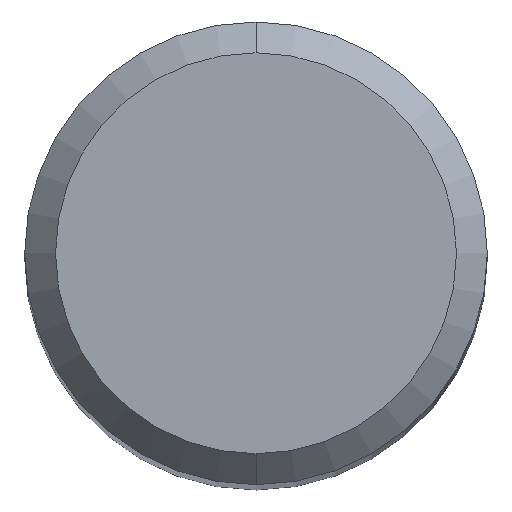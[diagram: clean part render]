
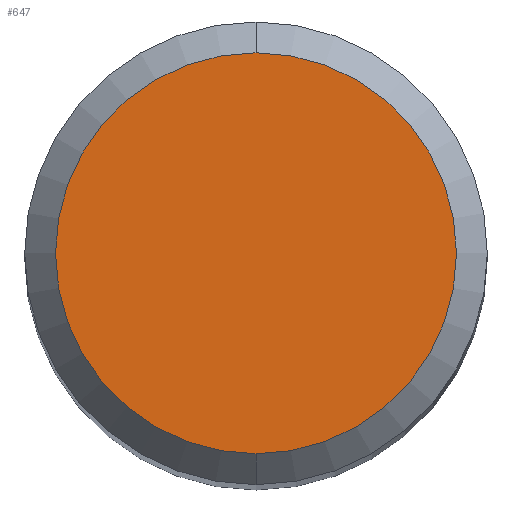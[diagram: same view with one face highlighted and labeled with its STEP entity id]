
A CAD part, top view. The second image highlights one B-rep face of the part: STEP entity #647.
In plain terms, the highlighted planar face has unit normal (0, 0, 1).
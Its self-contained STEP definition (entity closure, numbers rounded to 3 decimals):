
#327=VERTEX_POINT('',#900);
#617=EDGE_CURVE('',#837,#327,#1213,.T.);
#647=ADVANCED_FACE('',(#1245),#1246,.T.);
#785=EDGE_CURVE('',#327,#837,#1394,.T.);
#837=VERTEX_POINT('',#1457);
#900=CARTESIAN_POINT('',(0.0,2.6,0.0));
#1213=CIRCLE('',#4001,2.6);
#1245=FACE_OUTER_BOUND('',#4147,.T.);
#1246=PLANE('',#4148);
#1394=CIRCLE('',#4611,2.6);
#1457=CARTESIAN_POINT('',(0.,-2.6,0.0));
#4001=AXIS2_PLACEMENT_3D('',#5620,#5621,#5622);
#4147=EDGE_LOOP('',(#5655,#5656));
#4148=AXIS2_PLACEMENT_3D('',#5657,#5658,#5659);
#4611=AXIS2_PLACEMENT_3D('',#5780,#5781,#5782);
#5620=CARTESIAN_POINT('',(0.0,0.0,0.0));
#5621=DIRECTION('',(0.0,0.0,-1.0));
#5622=DIRECTION('',(0.0,1.0,0.0));
#5655=ORIENTED_EDGE('',*,*,#785,.F.);
#5656=ORIENTED_EDGE('',*,*,#617,.F.);
#5657=CARTESIAN_POINT('',(0.0,1.3,0.0));
#5658=DIRECTION('',(-0.0,0.0,1.0));
#5659=DIRECTION('',(0.0,-1.0,0.0));
#5780=CARTESIAN_POINT('',(0.0,0.0,0.0));
#5781=DIRECTION('',(0.0,0.0,-1.0));
#5782=DIRECTION('',(0.0,1.0,0.0));
